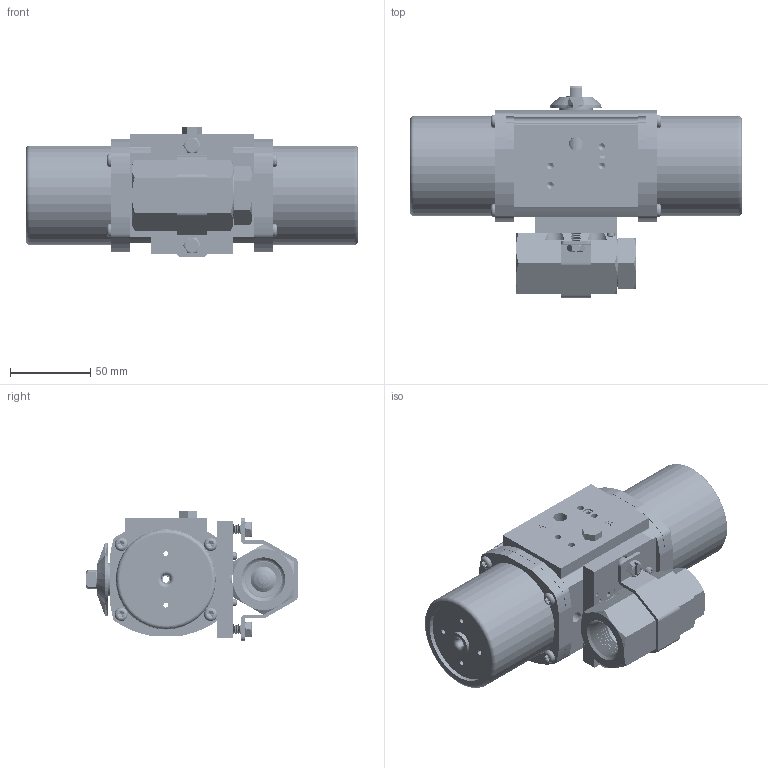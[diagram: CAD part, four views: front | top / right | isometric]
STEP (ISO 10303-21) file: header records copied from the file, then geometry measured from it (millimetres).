
FILE_DESCRIPTION (( 'STEP AP203' ), '1' );
FILE_NAME ('86XXNA512SR.step', '2018-03-13T17:15:06', ( '' ), ( '' ), 'SwSTEP 2.0', 'SolidWorks 2017', '' );
FILE_SCHEMA (( 'CONFIG_CONTROL_DESIGN' ));
Products named in the file (1): 86XXNA512SR
Bounding box: 206.38 x 131.43 x 80.39 mm (x, y, z)
Volume: 471124.5 mm3; surface area: 208007.8 mm2
Topology: 43 solids, 43 shells, 3607 faces, 9478 edges, 5925 vertices
Faces by surface type: cylinder 1909, cone 909, plane 538, bspline 133, torus 112, sphere 6
Entity records: 170152 total; most frequent: CARTESIAN_POINT 87145, ORIENTED_EDGE 18704, DIRECTION 16618, EDGE_CURVE 9352, AXIS2_PLACEMENT_3D 6555, VERTEX_POINT 5921, EDGE_LOOP 3849, FACE_OUTER_BOUND 3607
